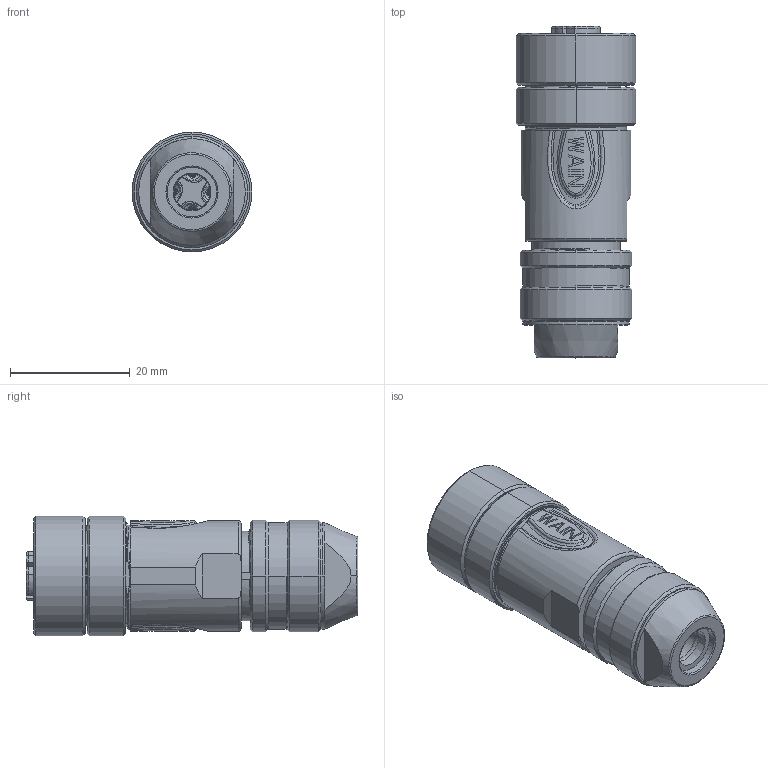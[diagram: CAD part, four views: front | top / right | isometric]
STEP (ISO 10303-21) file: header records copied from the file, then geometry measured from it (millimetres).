
FILE_DESCRIPTION((''),'2;1');
FILE_NAME('PRT0003','2017-08-14T',('zq.xu'),(''),'PRO/ENGINEER BY PARAMETRIC TECHNOLOGY CORPORATION, 2012480','PRO/ENGINEER BY PARAMETRIC TECHNOLOGY CORPORATION, 2012480','');
FILE_SCHEMA(('AUTOMOTIVE_DESIGN { 1 0 10303 214 1 1 1 1 }'));
Products named in the file (1): PRT0003
Bounding box: 20 x 55.4 x 20 mm (x, y, z)
Volume: 10047.9 mm3; surface area: 13802 mm2
Topology: 1 solids, 2 shells, 1360 faces, 4223 edges, 2847 vertices
Faces by surface type: cylinder 437, plane 397, bspline 188, cone 175, torus 96, extrusion 67
Entity records: 76805 total; most frequent: CARTESIAN_POINT 42186, ORIENTED_EDGE 8414, DIRECTION 5645, EDGE_CURVE 4207, VERTEX_POINT 2847, AXIS2_PLACEMENT_3D 2151, B_SPLINE_CURVE_WITH_KNOTS 1952, EDGE_LOOP 1472
